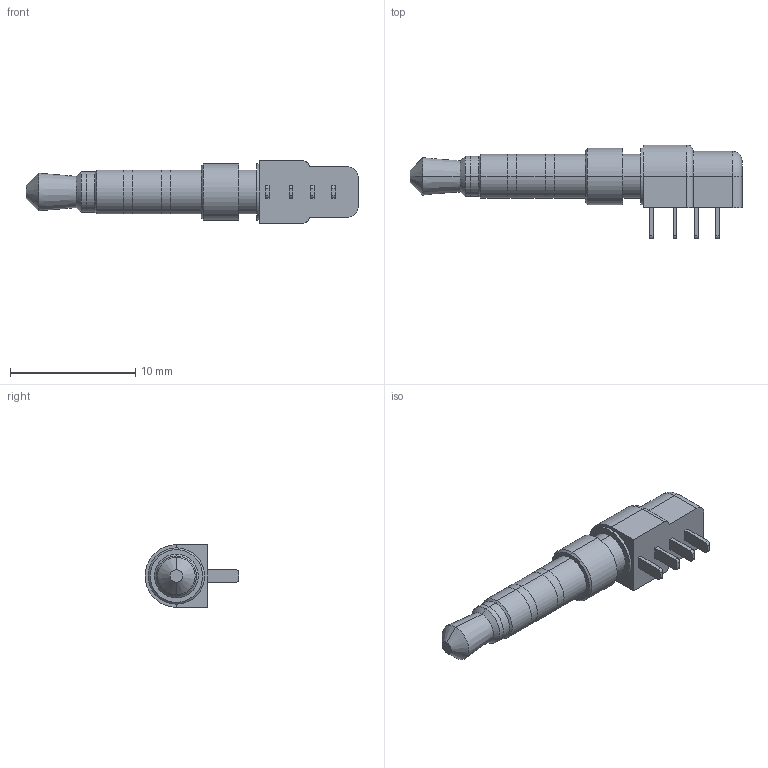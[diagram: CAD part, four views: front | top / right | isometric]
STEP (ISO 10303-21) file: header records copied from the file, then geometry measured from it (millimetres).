
FILE_DESCRIPTION(('FreeCAD Model'),'2;1');
FILE_NAME('54-00035.step', '2017-07-01T04:05:15',('Author'),(''), 'Open CASCADE STEP processor 6.8','FreeCAD','Unknown');
FILE_SCHEMA(('AUTOMOTIVE_DESIGN_CC2 { 1 2 10303 214 -1 1 5 4 }'));
Length unit declared in the file: millimetre
Products named in the file (14): ASSEMBLY; 54-00039; 54-00038; 54-00040; 54-00037; 54-00041; 54-00042; 54-00036; 54-00035; 54-00044; 54-00045; 54-00046; 54-00047; 54-00043
Assembly tree (13 placements, depth 2):
  ASSEMBLY
    54-00039
    54-00038
    54-00040
    54-00037
    54-00041
    54-00042
    54-00036
    54-00035
    54-00044
    54-00045
    54-00046
    54-00047
    54-00043
Bounding box: 26.5 x 7.5 x 5 mm (x, y, z)
Volume: 332.3 mm3; surface area: 616 mm2
Topology: 13 solids, 13 shells, 98 faces, 197 edges, 128 vertices
Faces by surface type: plane 52, cylinder 34, cone 10, torus 2
Entity records: 9600 total; most frequent: CARTESIAN_POINT 5397, DIRECTION 689, ORIENTED_EDGE 394, PCURVE 394, DEFINITIONAL_REPRESENTATION 394, LINE 254, VECTOR 254, EDGE_CURVE 197
